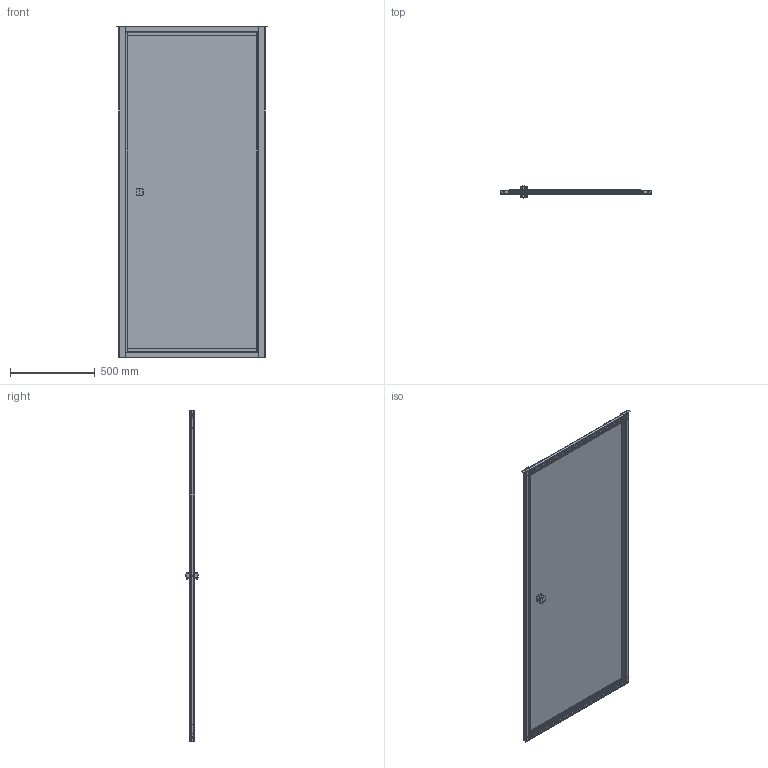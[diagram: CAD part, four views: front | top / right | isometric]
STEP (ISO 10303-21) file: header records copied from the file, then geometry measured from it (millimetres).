
FILE_DESCRIPTION((''),'2;1');
FILE_NAME('ASP91X_ASM_ASM','2019-09-25T',('admin'),(''),'PRO/ENGINEER BY PARAMETRIC TECHNOLOGY CORPORATION, 2010280','PRO/ENGINEER BY PARAMETRIC TECHNOLOGY CORPORATION, 2010280','');
FILE_SCHEMA(('CONFIG_CONTROL_DESIGN','SHAPE_APPEARANCE_LAYERS_GROUPS'));
Products named in the file (40): AE153_1; MANIFOLD_SOLID_BREP_6554; MANIFOLD_SOLID_BREP_6746; AD284_2_ASM; AG259_2; BH546_1; AD268A_1; XZ115_1; XZ115R_1; FF141_2; AD270_2; AD287_2; BH575_1; BH576_1; BH577_1; AE339_1; BH575_ASM_1_ASM; AD672_1; AD672-R_1; ME666_7; ME667_7; ME668_7; ME437_7; ME665_ASM_7_ASM; AGP9A_ASM_1_ASM; MANIFOLD_SOLID_BREP_70745; MANIFOLD_SOLID_BREP_71583; MANIFOLD_SOLID_BREP_72421; AD256-N_9_ASM; G1--AE318_1; G2R--AE319_1; G3--AE328_1; G3R--2--AE329_1; ST4X30PANTOU_8; AE435_9; AE154--2MM_2; PRT0005_2; PRT0010_1; ASP91X_ASM_1_ASM; ASP91X_ASM_ASM
Assembly tree (58 placements, depth 5):
  ASP91X_ASM_ASM
    ASP91X_ASM_1_ASM
      AE153_1  x2
      AD284_2_ASM
        MANIFOLD_SOLID_BREP_6554
        MANIFOLD_SOLID_BREP_6746
      AG259_2
      AGP9A_ASM_1_ASM
        BH546_1
        AD268A_1  x2
        XZ115_1
        XZ115R_1
        FF141_2
        AD270_2
        AD287_2
        BH575_ASM_1_ASM  x2
          BH575_1
          BH576_1
          BH577_1
          AE339_1
        AD672_1
        AD672-R_1
        ME665_ASM_7_ASM
          ME666_7
          ME667_7
          ME668_7  x2
          ME437_7
      AD256-N_9_ASM  x2
        MANIFOLD_SOLID_BREP_70745
        MANIFOLD_SOLID_BREP_71583
        MANIFOLD_SOLID_BREP_72421
      G1--AE318_1
      G2R--AE319_1
      G3--AE328_1
      G3R--2--AE329_1
      ST4X30PANTOU_8  x12
      AE435_9  x4
      AE154--2MM_2
      PRT0005_2
      PRT0010_1
Bounding box: 889.6 x 70.94 x 1951.5 mm (x, y, z)
Volume: 10463323 mm3; surface area: 6067857.6 mm2
Topology: 57 solids, 57 shells, 7467 faces, 21220 edges, 13977 vertices
Faces by surface type: plane 5371, cylinder 1421, bspline 261, torus 191, extrusion 122, cone 66, sphere 28, revolution 7
Entity records: 110110 total; most frequent: CARTESIAN_POINT 26833, ORIENTED_EDGE 17148, DIRECTION 15552, EDGE_CURVE 8574, VECTOR 6399, LINE 6352, VERTEX_POINT 5641, AXIS2_PLACEMENT_3D 4573
